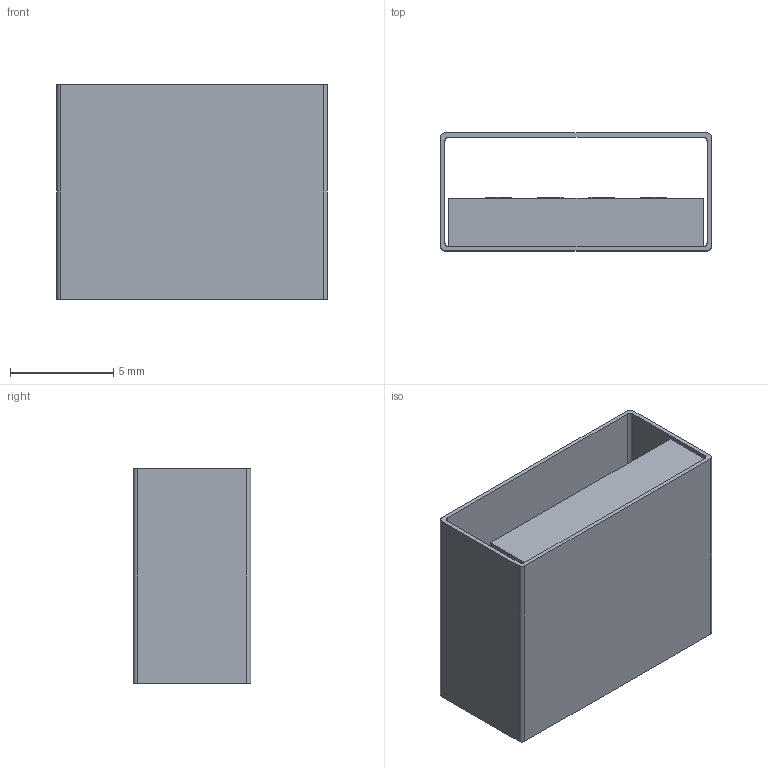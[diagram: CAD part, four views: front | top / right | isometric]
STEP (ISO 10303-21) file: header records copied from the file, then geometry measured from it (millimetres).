
FILE_DESCRIPTION( ( '' ), ' ' );
FILE_NAME( '5d52183b4eeeeb15d1277bd9.step', '2019-08-13T01:54:03', ( '' ), ( '' ), ' ', ' ', ' ' );
FILE_SCHEMA( ( 'AUTOMOTIVE_DESIGN { 1 0 10303 214 1 1 1 1 }' ) );
Length unit declared in the file: metre
Products named in the file (6): Part 6; Part 5; Part 4; Part 3; Part 2; Part 1
Bounding box: 13.1 x 5.7 x 10.4 mm (x, y, z)
Volume: 378.7 mm3; surface area: 1238.2 mm2
Topology: 6 solids, 6 shells, 48 faces, 108 edges, 72 vertices
Faces by surface type: plane 40, cylinder 8
Entity records: 1782 total; most frequent: CARTESIAN_POINT 234, DIRECTION 232, ORIENTED_EDGE 216, EDGE_CURVE 108, LINE 92, VECTOR 92, VERTEX_POINT 72, AXIS2_PLACEMENT_3D 70
